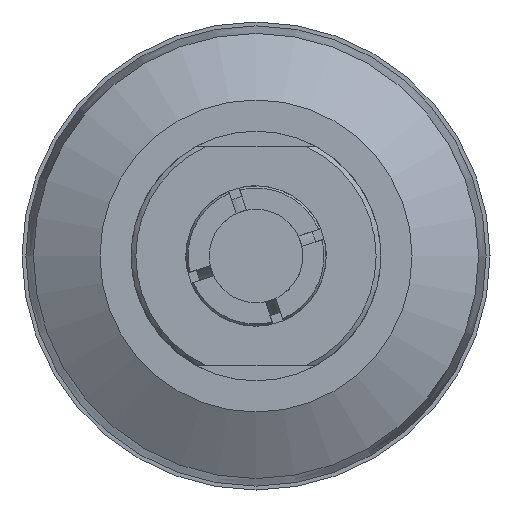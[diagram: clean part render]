
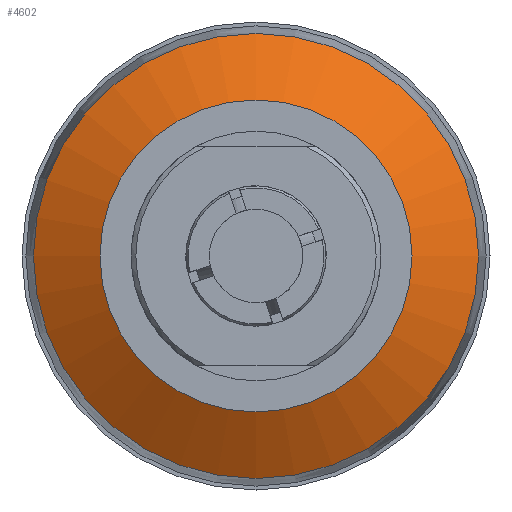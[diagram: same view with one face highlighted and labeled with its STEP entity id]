
A CAD part, left-side view. The second image highlights one B-rep face of the part: STEP entity #4602.
In plain terms, the highlighted conical face has half-angle 60 degrees and reference radius 12.133 mm.
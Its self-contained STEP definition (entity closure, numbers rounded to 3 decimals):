
#4575=CARTESIAN_POINT('',(-63.469,0.,0.0));
#4576=DIRECTION('',(1.0,0.,0.0));
#4577=DIRECTION('',(0.0,1.0,0.0));
#4578=AXIS2_PLACEMENT_3D('',#4575,#4576,#4577);
#4579=CONICAL_SURFACE('',#4578,12.133,60.);
#4580=CARTESIAN_POINT('',(-62.237,14.266,0.0));
#4581=VERTEX_POINT('',#4580);
#4582=CARTESIAN_POINT('',(-62.237,0.,0.0));
#4583=DIRECTION('',(1.0,0.0,0.0));
#4584=DIRECTION('',(0.0,1.0,0.0));
#4585=AXIS2_PLACEMENT_3D('',#4582,#4583,#4584);
#4586=CIRCLE('',#4585,14.266);
#4587=EDGE_CURVE('',#4581,#4581,#4586,.T.);
#4588=ORIENTED_EDGE('',*,*,#4587,.F.);
#4589=EDGE_LOOP('',(#4588));
#4590=FACE_OUTER_BOUND('',#4589,.T.);
#4591=CARTESIAN_POINT('',(-64.7,10.,0.0));
#4592=VERTEX_POINT('',#4591);
#4593=CARTESIAN_POINT('',(-64.7,0.,0.0));
#4594=DIRECTION('',(1.0,0.0,0.0));
#4595=DIRECTION('',(0.0,1.0,0.0));
#4596=AXIS2_PLACEMENT_3D('',#4593,#4594,#4595);
#4597=CIRCLE('',#4596,10.0);
#4598=EDGE_CURVE('',#4592,#4592,#4597,.T.);
#4599=ORIENTED_EDGE('',*,*,#4598,.T.);
#4600=EDGE_LOOP('',(#4599));
#4601=FACE_BOUND('',#4600,.T.);
#4602=ADVANCED_FACE('',(#4590,#4601),#4579,.T.);
